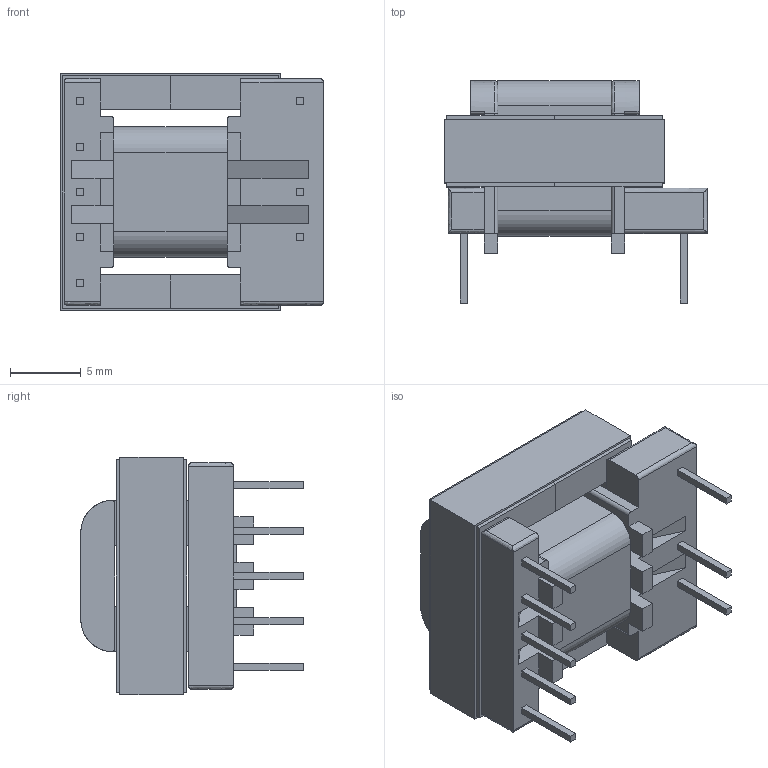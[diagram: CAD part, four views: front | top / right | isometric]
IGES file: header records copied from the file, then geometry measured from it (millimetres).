
Start section: SolidWorks IGES file using analytic representation for surfaces
Global section: file name: EE16-7-5_5472_MP7-10.IGS; native system: SolidWorks 2017; preprocessor: SolidWorks 2017; author: e.wtnpm; date: 210701.140715; units: millimetre
Bounding box: 18.55 x 15.69 x 16.72 mm (x, y, z)
Surface area: 3616.3 mm2 (no closed solid volume)
Topology: 0 solids, 0 shells, 186 faces, 1200 edges, 1200 vertices
Faces by surface type: bspline 156, revolution 30
